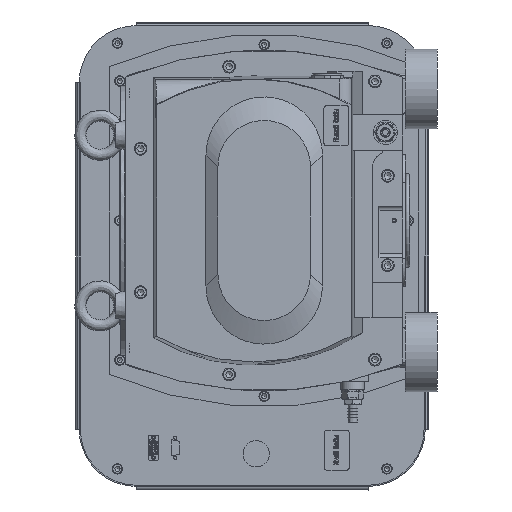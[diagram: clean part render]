
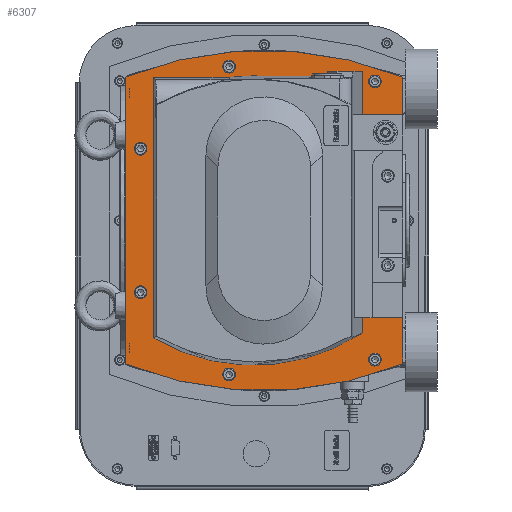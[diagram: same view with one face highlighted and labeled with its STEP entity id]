
A CAD part, left-side view. The second image highlights one B-rep face of the part: STEP entity #6307.
In plain terms, the highlighted planar face has unit normal (-1, 0, 0).
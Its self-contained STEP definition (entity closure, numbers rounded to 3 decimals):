
#6307=ADVANCED_FACE('',(#25653,#25655,#25657,#25659,#25661,#25663,#25665),#25667,
.F.);
#25653=FACE_BOUND('',#25654,.T.);
#25654=EDGE_LOOP('',(#60540,#60541,#60542,#60543,#60544,#60545,#60546,#60547,#60548,
#60549,#60550,#60551,#60552,#60553,#60554,#60555));
#25655=FACE_BOUND('',#25656,.T.);
#25656=EDGE_LOOP('',(#60556));
#25657=FACE_BOUND('',#25658,.T.);
#25658=EDGE_LOOP('',(#60557));
#25659=FACE_BOUND('',#25660,.T.);
#25660=EDGE_LOOP('',(#60558));
#25661=FACE_BOUND('',#25662,.T.);
#25662=EDGE_LOOP('',(#60559));
#25663=FACE_BOUND('',#25664,.T.);
#25664=EDGE_LOOP('',(#60560));
#25665=FACE_BOUND('',#25666,.T.);
#25666=EDGE_LOOP('',(#60561));
#25667=PLANE('',#25668);
#25668=AXIS2_PLACEMENT_3D('',#25669,#25670,#25671);
#25669=CARTESIAN_POINT('',(-279.,0.,0.));
#25670=DIRECTION('',(1.,0.,0.));
#25671=DIRECTION('',(0.,0.,-1.));
#60540=ORIENTED_EDGE('',*,*,#71386,.T.);
#60541=ORIENTED_EDGE('',*,*,#71346,.F.);
#60542=ORIENTED_EDGE('',*,*,#71387,.T.);
#60543=ORIENTED_EDGE('',*,*,#71388,.T.);
#60544=ORIENTED_EDGE('',*,*,#71297,.F.);
#60545=ORIENTED_EDGE('',*,*,#71389,.T.);
#60546=ORIENTED_EDGE('',*,*,#71390,.T.);
#60547=ORIENTED_EDGE('',*,*,#71332,.F.);
#60548=ORIENTED_EDGE('',*,*,#71383,.F.);
#60549=ORIENTED_EDGE('',*,*,#71391,.T.);
#60550=ORIENTED_EDGE('',*,*,#71392,.T.);
#60551=ORIENTED_EDGE('',*,*,#71324,.F.);
#60552=ORIENTED_EDGE('',*,*,#71393,.T.);
#60553=ORIENTED_EDGE('',*,*,#71368,.F.);
#60554=ORIENTED_EDGE('',*,*,#71349,.F.);
#60555=ORIENTED_EDGE('',*,*,#71377,.F.);
#60556=ORIENTED_EDGE('',*,*,#71394,.F.);
#60557=ORIENTED_EDGE('',*,*,#71395,.F.);
#60558=ORIENTED_EDGE('',*,*,#71396,.F.);
#60559=ORIENTED_EDGE('',*,*,#71397,.F.);
#60560=ORIENTED_EDGE('',*,*,#71398,.F.);
#60561=ORIENTED_EDGE('',*,*,#71399,.F.);
#71297=EDGE_CURVE('',#81898,#81899,#81900,.T.);
#71324=EDGE_CURVE('',#81946,#81948,#81949,.T.);
#71332=EDGE_CURVE('',#81962,#81964,#81965,.T.);
#71346=EDGE_CURVE('',#81989,#81991,#81992,.T.);
#71349=EDGE_CURVE('',#81994,#81996,#81997,.T.);
#71368=EDGE_CURVE('',#81996,#82022,#82027,.T.);
#71377=EDGE_CURVE('',#82041,#81994,#82043,.T.);
#71383=EDGE_CURVE('',#82052,#81962,#82053,.T.);
#71386=EDGE_CURVE('',#82041,#81991,#82057,.T.);
#71387=EDGE_CURVE('',#81989,#82058,#82059,.T.);
#71388=EDGE_CURVE('',#82058,#81899,#82060,.T.);
#71389=EDGE_CURVE('',#81898,#82061,#82062,.T.);
#71390=EDGE_CURVE('',#82061,#81964,#82063,.T.);
#71391=EDGE_CURVE('',#82052,#82064,#82065,.T.);
#71392=EDGE_CURVE('',#82064,#81948,#82066,.T.);
#71393=EDGE_CURVE('',#81946,#82022,#82067,.T.);
#71394=EDGE_CURVE('',#82068,#82068,#82069,.T.);
#71395=EDGE_CURVE('',#82070,#82070,#82071,.T.);
#71396=EDGE_CURVE('',#82072,#82072,#82073,.T.);
#71397=EDGE_CURVE('',#82074,#82074,#82075,.T.);
#71398=EDGE_CURVE('',#82076,#82076,#82077,.T.);
#71399=EDGE_CURVE('',#82078,#82078,#82079,.T.);
#81898=VERTEX_POINT('',#107417);
#81899=VERTEX_POINT('',#107418);
#81900=LINE('',#107419,#107420);
#81946=VERTEX_POINT('',#107655);
#81948=VERTEX_POINT('',#107659);
#81949=LINE('',#107660,#107661);
#81962=VERTEX_POINT('',#107687);
#81964=VERTEX_POINT('',#107691);
#81965=LINE('',#107692,#107693);
#81989=VERTEX_POINT('',#107895);
#81991=VERTEX_POINT('',#107908);
#81992=CIRCLE('',#107909,249.146);
#81994=VERTEX_POINT('',#107919);
#81996=VERTEX_POINT('',#107925);
#81997=CIRCLE('',#107926,249.146);
#82022=VERTEX_POINT('',#108137);
#82027=LINE('',#108148,#108149);
#82041=VERTEX_POINT('',#108182);
#82043=LINE('',#108186,#108187);
#82052=VERTEX_POINT('',#108209);
#82053=CIRCLE('',#108210,468.631);
#82057=LINE('',#108222,#108223);
#82058=VERTEX_POINT('',#108225);
#82059=LINE('',#108226,#108227);
#82060=LINE('',#108229,#108230);
#82061=VERTEX_POINT('',#108232);
#82062=LINE('',#108233,#108234);
#82063=LINE('',#108236,#108237);
#82064=VERTEX_POINT('',#108239);
#82065=LINE('',#108240,#108241);
#82066=CIRCLE('',#108243,468.631);
#82067=LINE('',#108247,#108248);
#82068=VERTEX_POINT('',#108250);
#82069=CIRCLE('',#108251,5.5);
#82070=VERTEX_POINT('',#108255);
#82071=CIRCLE('',#108256,5.5);
#82072=VERTEX_POINT('',#108260);
#82073=CIRCLE('',#108261,5.5);
#82074=VERTEX_POINT('',#108265);
#82075=CIRCLE('',#108266,5.5);
#82076=VERTEX_POINT('',#108270);
#82077=CIRCLE('',#108271,5.5);
#82078=VERTEX_POINT('',#108275);
#82079=CIRCLE('',#108276,5.5);
#107417=CARTESIAN_POINT('',(-279.,-123.,187.));
#107418=CARTESIAN_POINT('',(-279.,-79.841,187.));
#107419=CARTESIAN_POINT('',(-279.,-123.,187.));
#107420=VECTOR('',#107421,1.);
#107421=DIRECTION('',(0.,1.,0.));
#107655=CARTESIAN_POINT('',(-279.,-174.,-122.));
#107659=CARTESIAN_POINT('',(-279.,-174.,-180.));
#107660=CARTESIAN_POINT('',(-279.,-174.,-122.));
#107661=VECTOR('',#107662,1.);
#107662=DIRECTION('',(0.,0.,-1.));
#107687=CARTESIAN_POINT('',(-279.,-174.,180.));
#107691=CARTESIAN_POINT('',(-279.,-174.,133.));
#107692=CARTESIAN_POINT('',(-279.,-174.,180.));
#107693=VECTOR('',#107694,1.);
#107694=DIRECTION('',(0.,0.,-1.));
#107895=CARTESIAN_POINT('',(-279.,-3.762,180.847));
#107908=CARTESIAN_POINT('',(-279.,43.911,179.486));
#107909=AXIS2_PLACEMENT_3D('',#107910,#107911,#107912);
#107910=CARTESIAN_POINT('',(-279.,13.,-67.735));
#107911=DIRECTION('',(-1.,0.,0.));
#107912=DIRECTION('',(0.,-0.067,0.998));
#107919=CARTESIAN_POINT('',(-279.,138.911,-147.254));
#107925=CARTESIAN_POINT('',(-279.,-123.,-141.018));
#107926=AXIS2_PLACEMENT_3D('',#107927,#107928,#107929);
#107927=CARTESIAN_POINT('',(-279.,13.,67.735));
#107928=DIRECTION('',(-1.,0.,0.));
#107929=DIRECTION('',(0.,0.505,-0.863));
#108137=CARTESIAN_POINT('',(-279.,-123.,-122.));
#108148=CARTESIAN_POINT('',(-279.,-123.,-141.018));
#108149=VECTOR('',#108150,1.);
#108150=DIRECTION('',(0.,0.,1.));
#108182=CARTESIAN_POINT('',(-279.,138.911,179.486));
#108186=CARTESIAN_POINT('',(-279.,138.911,179.486));
#108187=VECTOR('',#108188,1.);
#108188=DIRECTION('',(0.,0.,-1.));
#108209=CARTESIAN_POINT('',(-279.,174.,180.));
#108210=AXIS2_PLACEMENT_3D('',#108211,#108212,#108213);
#108211=CARTESIAN_POINT('',(-279.,0.,-255.131));
#108212=DIRECTION('',(1.,0.,0.));
#108213=DIRECTION('',(0.,0.371,0.929));
#108222=CARTESIAN_POINT('',(-279.,138.911,179.486));
#108223=VECTOR('',#108224,1.);
#108224=DIRECTION('',(0.,-1.,0.));
#108225=CARTESIAN_POINT('',(-279.,-79.841,180.847));
#108226=CARTESIAN_POINT('',(-279.,-3.762,180.847));
#108227=VECTOR('',#108228,1.);
#108228=DIRECTION('',(0.,-1.,0.));
#108229=CARTESIAN_POINT('',(-279.,-79.841,180.847));
#108230=VECTOR('',#108231,1.);
#108231=DIRECTION('',(0.,0.,1.));
#108232=CARTESIAN_POINT('',(-279.,-123.,133.));
#108233=CARTESIAN_POINT('',(-279.,-123.,187.));
#108234=VECTOR('',#108235,1.);
#108235=DIRECTION('',(0.,0.,-1.));
#108236=CARTESIAN_POINT('',(-279.,-123.,133.));
#108237=VECTOR('',#108238,1.);
#108238=DIRECTION('',(0.,-1.,0.));
#108239=CARTESIAN_POINT('',(-279.,174.,-180.));
#108240=CARTESIAN_POINT('',(-279.,174.,180.));
#108241=VECTOR('',#108242,1.);
#108242=DIRECTION('',(0.,0.,-1.));
#108243=AXIS2_PLACEMENT_3D('',#108244,#108245,#108246);
#108244=CARTESIAN_POINT('',(-279.,0.,255.131));
#108245=DIRECTION('',(-1.,0.,0.));
#108246=DIRECTION('',(0.,0.371,-0.929));
#108247=CARTESIAN_POINT('',(-279.,-174.,-122.));
#108248=VECTOR('',#108249,1.);
#108249=DIRECTION('',(0.,1.,0.));
#108250=CARTESIAN_POINT('',(-279.,44.,187.5));
#108251=AXIS2_PLACEMENT_3D('',#108252,#108253,#108254);
#108252=CARTESIAN_POINT('',(-279.,44.,193.));
#108253=DIRECTION('',(-1.,0.,0.));
#108254=DIRECTION('',(0.,0.,-1.));
#108255=CARTESIAN_POINT('',(-279.,-139.,169.));
#108256=AXIS2_PLACEMENT_3D('',#108257,#108258,#108259);
#108257=CARTESIAN_POINT('',(-279.,-139.,174.5));
#108258=DIRECTION('',(-1.,0.,0.));
#108259=DIRECTION('',(0.,0.,-1.));
#108260=CARTESIAN_POINT('',(-279.,155.,84.5));
#108261=AXIS2_PLACEMENT_3D('',#108262,#108263,#108264);
#108262=CARTESIAN_POINT('',(-279.,155.,90.));
#108263=DIRECTION('',(-1.,0.,0.));
#108264=DIRECTION('',(0.,0.,-1.));
#108265=CARTESIAN_POINT('',(-279.,155.,-95.5));
#108266=AXIS2_PLACEMENT_3D('',#108267,#108268,#108269);
#108267=CARTESIAN_POINT('',(-279.,155.,-90.));
#108268=DIRECTION('',(-1.,0.,0.));
#108269=DIRECTION('',(0.,0.,-1.));
#108270=CARTESIAN_POINT('',(-279.,44.,-198.5));
#108271=AXIS2_PLACEMENT_3D('',#108272,#108273,#108274);
#108272=CARTESIAN_POINT('',(-279.,44.,-193.));
#108273=DIRECTION('',(-1.,0.,0.));
#108274=DIRECTION('',(0.,0.,-1.));
#108275=CARTESIAN_POINT('',(-279.,-139.,-180.));
#108276=AXIS2_PLACEMENT_3D('',#108277,#108278,#108279);
#108277=CARTESIAN_POINT('',(-279.,-139.,-174.5));
#108278=DIRECTION('',(-1.,0.,0.));
#108279=DIRECTION('',(0.,0.,-1.));
